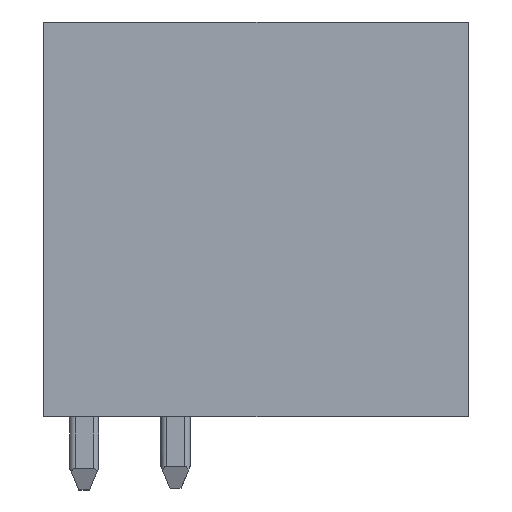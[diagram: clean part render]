
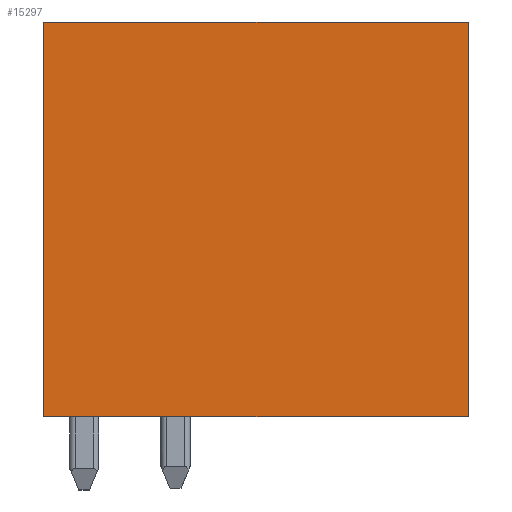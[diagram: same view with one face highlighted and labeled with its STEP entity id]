
A CAD part, left-side view. The second image highlights one B-rep face of the part: STEP entity #15297.
In plain terms, the highlighted planar face has unit normal (-1, 0, 0).
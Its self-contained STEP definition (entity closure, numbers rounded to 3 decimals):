
#2302=ORIENTED_EDGE('',*,*,#6088,.F.);
#2303=ORIENTED_EDGE('',*,*,#6085,.F.);
#2304=ORIENTED_EDGE('',*,*,#6089,.F.);
#2305=ORIENTED_EDGE('',*,*,#6090,.F.);
#6085=EDGE_CURVE('',#7996,#7997,#9558,.T.);
#6088=EDGE_CURVE('',#7997,#7998,#9561,.T.);
#6089=EDGE_CURVE('',#7999,#7996,#9562,.T.);
#6090=EDGE_CURVE('',#7998,#7999,#9563,.T.);
#7996=VERTEX_POINT('',#23291);
#7997=VERTEX_POINT('',#23292);
#7998=VERTEX_POINT('',#23297);
#7999=VERTEX_POINT('',#23299);
#9558=LINE('',#23290,#11458);
#9561=LINE('',#23296,#11461);
#9562=LINE('',#23298,#11462);
#9563=LINE('',#23300,#11463);
#11458=VECTOR('',#18827,1000.);
#11461=VECTOR('',#18832,1000.);
#11462=VECTOR('',#18833,1000.);
#11463=VECTOR('',#18834,1000.);
#12908=EDGE_LOOP('',(#2302,#2303,#2304,#2305));
#13795=FACE_BOUND('',#12908,.T.);
#14533=PLANE('',#16343);
#15297=ADVANCED_FACE('',(#13795),#14533,.F.);
#16343=AXIS2_PLACEMENT_3D('',#23295,#18830,#18831);
#18827=DIRECTION('',(0.,-1.,0.));
#18830=DIRECTION('',(1.,0.,0.));
#18831=DIRECTION('',(0.,0.,-1.));
#18832=DIRECTION('',(0.,0.,-1.));
#18833=DIRECTION('',(0.,0.,1.));
#18834=DIRECTION('',(0.,1.,0.));
#23290=CARTESIAN_POINT('',(-9.15,11.6,10.8));
#23291=CARTESIAN_POINT('',(-9.15,11.6,10.8));
#23292=CARTESIAN_POINT('',(-9.15,0.,10.8));
#23295=CARTESIAN_POINT('',(-9.15,0.,0.));
#23296=CARTESIAN_POINT('',(-9.15,0.,10.8));
#23297=CARTESIAN_POINT('',(-9.15,0.,0.));
#23298=CARTESIAN_POINT('',(-9.15,11.6,0.));
#23299=CARTESIAN_POINT('',(-9.15,11.6,0.));
#23300=CARTESIAN_POINT('',(-9.15,0.,0.));
